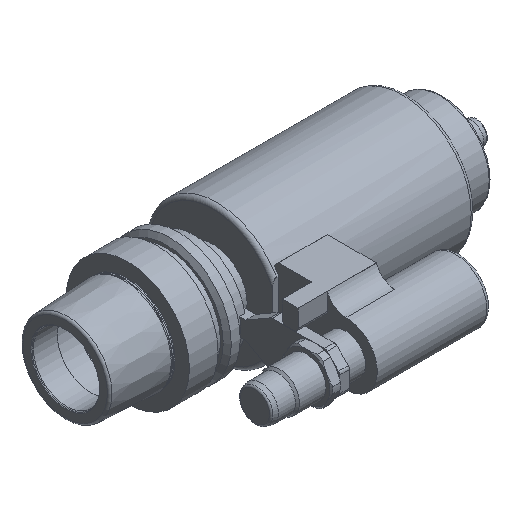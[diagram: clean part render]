
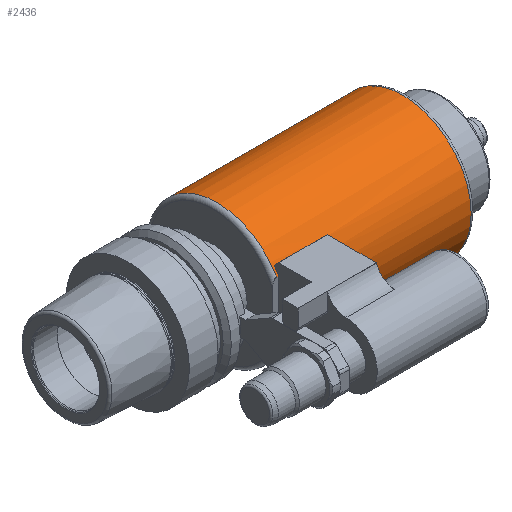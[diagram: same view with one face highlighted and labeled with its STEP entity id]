
A CAD part, isometric view. The second image highlights one B-rep face of the part: STEP entity #2436.
In plain terms, the highlighted cylindrical face has radius 35 mm (diameter 70 mm), a full revolution.
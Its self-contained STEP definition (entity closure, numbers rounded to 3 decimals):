
#197=LINE('',#4113,#350);
#200=LINE('',#4119,#353);
#223=LINE('',#4223,#376);
#225=LINE('',#4252,#378);
#226=LINE('',#4259,#379);
#350=VECTOR('',#3246,10.);
#353=VECTOR('',#3251,10.);
#376=VECTOR('',#3376,10.);
#378=VECTOR('',#3378,10.);
#379=VECTOR('',#3385,35.);
#425=CYLINDRICAL_SURFACE('',#2704,35.);
#531=FACE_OUTER_BOUND('',#667,.T.);
#667=EDGE_LOOP('',(#2073,#2074,#2075,#2076,#2077,#2078,#2079,#2080,#2081,
#2082,#2083,#2084,#2085,#2086));
#793=CIRCLE('',#2644,35.);
#794=CIRCLE('',#2645,35.);
#800=CIRCLE('',#2654,35.);
#805=CIRCLE('',#2659,35.);
#828=CIRCLE('',#2705,35.);
#829=CIRCLE('',#2706,35.);
#830=CIRCLE('',#2707,35.);
#831=CIRCLE('',#2708,35.);
#1044=VERTEX_POINT('',#4087);
#1045=VERTEX_POINT('',#4089);
#1046=VERTEX_POINT('',#4091);
#1047=VERTEX_POINT('',#4093);
#1055=VERTEX_POINT('',#4112);
#1057=VERTEX_POINT('',#4118);
#1059=VERTEX_POINT('',#4124);
#1087=VERTEX_POINT('',#4222);
#1090=VERTEX_POINT('',#4239);
#1091=VERTEX_POINT('',#4254);
#1092=VERTEX_POINT('',#4255);
#1093=VERTEX_POINT('',#4257);
#1368=EDGE_CURVE('',#1045,#1044,#793,.T.);
#1370=EDGE_CURVE('',#1047,#1046,#794,.T.);
#1380=EDGE_CURVE('',#1055,#1047,#197,.T.);
#1383=EDGE_CURVE('',#1044,#1057,#200,.T.);
#1386=EDGE_CURVE('',#1057,#1059,#800,.T.);
#1397=EDGE_CURVE('',#1059,#1055,#805,.T.);
#1434=EDGE_CURVE('',#1087,#1045,#223,.T.);
#1438=EDGE_CURVE('',#1046,#1090,#225,.T.);
#1439=EDGE_CURVE('',#1091,#1092,#828,.T.);
#1440=EDGE_CURVE('',#1093,#1091,#829,.T.);
#1441=EDGE_CURVE('',#1093,#1059,#226,.T.);
#1442=EDGE_CURVE('',#1090,#1087,#830,.T.);
#1443=EDGE_CURVE('',#1092,#1093,#831,.T.);
#2073=ORIENTED_EDGE('',*,*,#1439,.F.);
#2074=ORIENTED_EDGE('',*,*,#1440,.F.);
#2075=ORIENTED_EDGE('',*,*,#1441,.T.);
#2076=ORIENTED_EDGE('',*,*,#1397,.T.);
#2077=ORIENTED_EDGE('',*,*,#1380,.T.);
#2078=ORIENTED_EDGE('',*,*,#1370,.T.);
#2079=ORIENTED_EDGE('',*,*,#1438,.T.);
#2080=ORIENTED_EDGE('',*,*,#1442,.T.);
#2081=ORIENTED_EDGE('',*,*,#1434,.T.);
#2082=ORIENTED_EDGE('',*,*,#1368,.T.);
#2083=ORIENTED_EDGE('',*,*,#1383,.T.);
#2084=ORIENTED_EDGE('',*,*,#1386,.T.);
#2085=ORIENTED_EDGE('',*,*,#1441,.F.);
#2086=ORIENTED_EDGE('',*,*,#1443,.F.);
#2436=ADVANCED_FACE('',(#531),#425,.T.);
#2644=AXIS2_PLACEMENT_3D('',#4090,#3225,#3226);
#2645=AXIS2_PLACEMENT_3D('',#4094,#3228,#3229);
#2654=AXIS2_PLACEMENT_3D('',#4125,#3256,#3257);
#2659=AXIS2_PLACEMENT_3D('',#4145,#3272,#3273);
#2704=AXIS2_PLACEMENT_3D('',#4253,#3379,#3380);
#2705=AXIS2_PLACEMENT_3D('',#4256,#3381,#3382);
#2706=AXIS2_PLACEMENT_3D('',#4258,#3383,#3384);
#2707=AXIS2_PLACEMENT_3D('',#4260,#3386,#3387);
#2708=AXIS2_PLACEMENT_3D('',#4261,#3388,#3389);
#3225=DIRECTION('center_axis',(-1.,0.,0.));
#3226=DIRECTION('ref_axis',(0.,1.,0.));
#3228=DIRECTION('center_axis',(-1.,0.,0.));
#3229=DIRECTION('ref_axis',(0.,1.,0.));
#3246=DIRECTION('',(-1.,0.,0.));
#3251=DIRECTION('',(1.,0.,0.));
#3256=DIRECTION('center_axis',(1.,0.,0.));
#3257=DIRECTION('ref_axis',(0.,1.,0.));
#3272=DIRECTION('center_axis',(1.,0.,0.));
#3273=DIRECTION('ref_axis',(0.,1.,0.));
#3376=DIRECTION('',(1.,0.,0.));
#3378=DIRECTION('',(-1.,0.,0.));
#3379=DIRECTION('center_axis',(1.,0.,0.));
#3380=DIRECTION('ref_axis',(0.,1.,0.));
#3381=DIRECTION('center_axis',(1.,0.,0.));
#3382=DIRECTION('ref_axis',(0.,0.,-1.));
#3383=DIRECTION('center_axis',(1.,0.,0.));
#3384=DIRECTION('ref_axis',(0.,0.,-1.));
#3385=DIRECTION('',(-1.,0.,0.));
#3386=DIRECTION('center_axis',(1.,0.,0.));
#3387=DIRECTION('ref_axis',(0.,0.,-1.));
#3388=DIRECTION('center_axis',(1.,0.,0.));
#3389=DIRECTION('ref_axis',(0.,0.,-1.));
#4087=CARTESIAN_POINT('',(46.5,-28.5,20.316));
#4089=CARTESIAN_POINT('',(46.5,-30.5,17.168));
#4090=CARTESIAN_POINT('Origin',(46.5,0.,0.));
#4091=CARTESIAN_POINT('',(46.5,-30.5,-17.168));
#4093=CARTESIAN_POINT('',(46.5,-28.5,-20.316));
#4094=CARTESIAN_POINT('Origin',(46.5,0.,0.));
#4112=CARTESIAN_POINT('',(71.5,-28.5,-20.316));
#4113=CARTESIAN_POINT('',(92.993,-28.5,-20.316));
#4118=CARTESIAN_POINT('',(71.5,-28.5,20.316));
#4119=CARTESIAN_POINT('',(92.993,-28.5,20.316));
#4124=CARTESIAN_POINT('',(71.5,-35.,0.));
#4125=CARTESIAN_POINT('Origin',(71.5,0.,0.));
#4145=CARTESIAN_POINT('Origin',(71.5,0.,0.));
#4222=CARTESIAN_POINT('',(45.5,-30.5,17.168));
#4223=CARTESIAN_POINT('',(92.993,-30.5,17.168));
#4239=CARTESIAN_POINT('',(45.5,-30.5,-17.168));
#4252=CARTESIAN_POINT('',(92.993,-30.5,-17.168));
#4253=CARTESIAN_POINT('Origin',(92.993,0.,0.));
#4254=CARTESIAN_POINT('',(140.486,35.,0.));
#4255=CARTESIAN_POINT('',(140.486,0.,35.));
#4256=CARTESIAN_POINT('Origin',(140.486,0.,0.));
#4257=CARTESIAN_POINT('',(140.486,-35.,0.));
#4258=CARTESIAN_POINT('Origin',(140.486,0.,0.));
#4259=CARTESIAN_POINT('',(92.993,-35.,0.));
#4260=CARTESIAN_POINT('Origin',(45.5,0.,0.));
#4261=CARTESIAN_POINT('Origin',(140.486,0.,0.));
